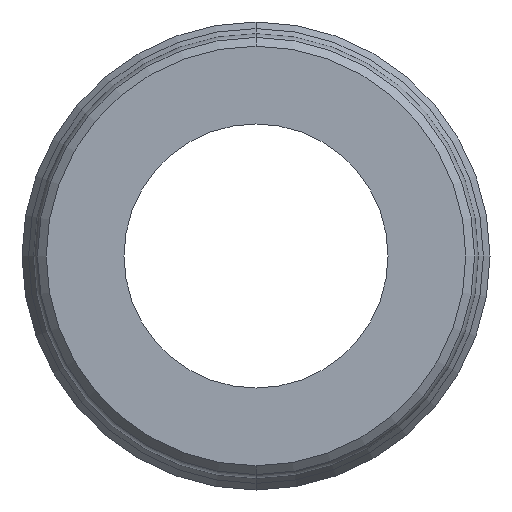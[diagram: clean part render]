
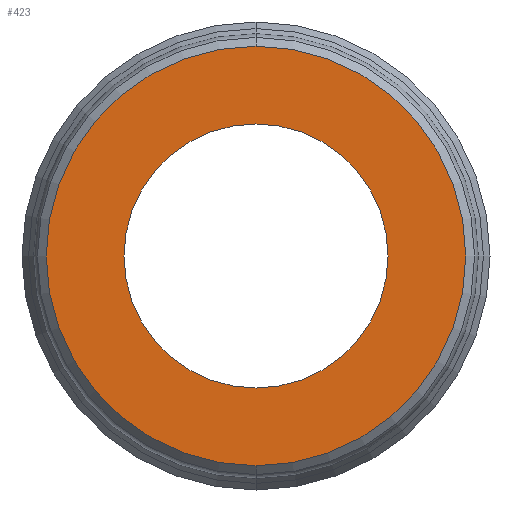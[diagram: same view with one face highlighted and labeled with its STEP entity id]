
A CAD part, front view. The second image highlights one B-rep face of the part: STEP entity #423.
In plain terms, the highlighted planar face has unit normal (0, -1, 0).
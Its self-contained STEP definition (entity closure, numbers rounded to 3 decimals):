
#99 = EDGE_CURVE ( 'NONE', #117, #100, #889, .T. ) ;
#100 = VERTEX_POINT ( 'NONE', #809 ) ;
#117 = VERTEX_POINT ( 'NONE', #837 ) ;
#281 = EDGE_CURVE ( 'NONE', #282, #283, #1055, .T. ) ;
#282 = VERTEX_POINT ( 'NONE', #1050 ) ;
#283 = VERTEX_POINT ( 'NONE', #1049 ) ;
#339 = EDGE_CURVE ( 'NONE', #283, #282, #1409, .T. ) ;
#382 = EDGE_LOOP ( 'NONE', ( #577, #436 ) ) ;
#395 = ORIENTED_EDGE ( 'NONE', *, *, #281, .T. ) ;
#402 = EDGE_LOOP ( 'NONE', ( #428, #395 ) ) ;
#422 = EDGE_CURVE ( 'NONE', #100, #117, #1224, .T. ) ;
#423 = ADVANCED_FACE ( 'NONE', ( #1219, #1218 ), #1217, .T. ) ;
#428 = ORIENTED_EDGE ( 'NONE', *, *, #339, .T. ) ;
#436 = ORIENTED_EDGE ( 'NONE', *, *, #99, .T. ) ;
#577 = ORIENTED_EDGE ( 'NONE', *, *, #422, .T. ) ;
#809 = CARTESIAN_POINT ( 'NONE',  ( 0., 0., 4.5 ) ) ;
#837 = CARTESIAN_POINT ( 'NONE',  ( 0., 0., -4.5 ) ) ;
#888 = AXIS2_PLACEMENT_3D ( 'NONE', #989, #988, #987 ) ;
#889 = CIRCLE ( 'NONE', #888, 4.5 ) ;
#987 = DIRECTION ( 'NONE',  ( 0., 0., 1. ) ) ;
#988 = DIRECTION ( 'NONE',  ( 0., 1., 0. ) ) ;
#989 = CARTESIAN_POINT ( 'NONE',  ( 0., 0., 0. ) ) ;
#1049 = CARTESIAN_POINT ( 'NONE',  ( 0., 0., 7.15 ) ) ;
#1050 = CARTESIAN_POINT ( 'NONE',  ( 0., 0., -7.15 ) ) ;
#1051 = DIRECTION ( 'NONE',  ( 0., 0., -1. ) ) ;
#1052 = DIRECTION ( 'NONE',  ( 0., -1., 0. ) ) ;
#1053 = CARTESIAN_POINT ( 'NONE',  ( 0., 0., 0. ) ) ;
#1054 = AXIS2_PLACEMENT_3D ( 'NONE', #1053, #1052, #1051 ) ;
#1055 = CIRCLE ( 'NONE', #1054, 7.15 ) ;
#1213 = DIRECTION ( 'NONE',  ( 0., 0., -1. ) ) ;
#1214 = DIRECTION ( 'NONE',  ( 0., -1., 0. ) ) ;
#1215 = CARTESIAN_POINT ( 'NONE',  ( 7.15, 0., 0. ) ) ;
#1216 = AXIS2_PLACEMENT_3D ( 'NONE', #1215, #1214, #1213 ) ;
#1217 = PLANE ( 'NONE',  #1216 ) ;
#1218 = FACE_OUTER_BOUND ( 'NONE', #402, .T. ) ;
#1219 = FACE_BOUND ( 'NONE', #382, .T. ) ;
#1220 = DIRECTION ( 'NONE',  ( 0., 0., 1. ) ) ;
#1221 = DIRECTION ( 'NONE',  ( 0., 1., 0. ) ) ;
#1222 = CARTESIAN_POINT ( 'NONE',  ( 0., 0., 0. ) ) ;
#1223 = AXIS2_PLACEMENT_3D ( 'NONE', #1222, #1221, #1220 ) ;
#1224 = CIRCLE ( 'NONE', #1223, 4.5 ) ;
#1405 = DIRECTION ( 'NONE',  ( 0., 0., -1. ) ) ;
#1406 = DIRECTION ( 'NONE',  ( 0., -1., 0. ) ) ;
#1407 = CARTESIAN_POINT ( 'NONE',  ( 0., 0., 0. ) ) ;
#1408 = AXIS2_PLACEMENT_3D ( 'NONE', #1407, #1406, #1405 ) ;
#1409 = CIRCLE ( 'NONE', #1408, 7.15 ) ;
